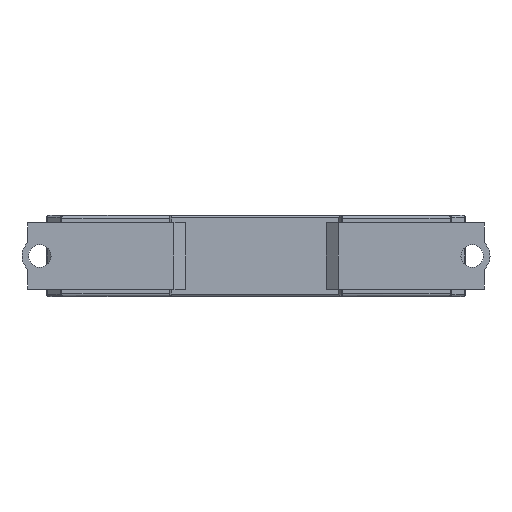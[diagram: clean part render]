
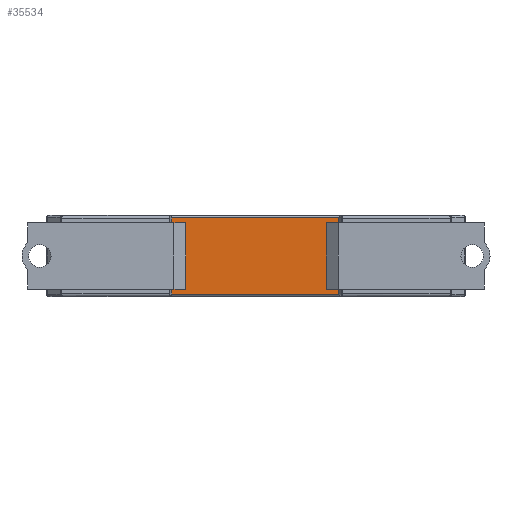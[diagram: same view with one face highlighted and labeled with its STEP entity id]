
A CAD part, front view. The second image highlights one B-rep face of the part: STEP entity #35534.
In plain terms, the highlighted planar face has unit normal (0, -1, 0).
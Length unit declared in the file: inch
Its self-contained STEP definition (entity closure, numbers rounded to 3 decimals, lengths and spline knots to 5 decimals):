
#392 = EDGE_CURVE ( 'NONE', #48247, #37275, #69773, .T. ) ;
#785 = ORIENTED_EDGE ( 'NONE', *, *, #81962, .T. ) ;
#1781 = CARTESIAN_POINT ( 'NONE',  ( -0.7125, -1.14326, 0.67234 ) ) ;
#2080 = CARTESIAN_POINT ( 'NONE',  ( 0.70069, -1.14326, 0.02758 ) ) ;
#2163 = VECTOR ( 'NONE', #58513, 39.37008 ) ;
#3711 = DIRECTION ( 'NONE',  ( 1., 0., 0. ) ) ;
#6959 = CARTESIAN_POINT ( 'NONE',  ( -0.7125, -1.14326, 0.02775 ) ) ;
#9439 = B_SPLINE_CURVE_WITH_KNOTS ( 'NONE', 3,
 ( #6959, #46265, #59359, #20165 ),
 .UNSPECIFIED., .F., .F.,
 ( 4, 4 ),
 ( 0., 0.00001 ),
 .UNSPECIFIED. ) ;
#9481 = CARTESIAN_POINT ( 'NONE',  ( 0.70069, -1.14326, 0.67251 ) ) ;
#11723 = EDGE_CURVE ( 'NONE', #57129, #77345, #71156, .T. ) ;
#12857 = VERTEX_POINT ( 'NONE', #57846 ) ;
#13011 = AXIS2_PLACEMENT_3D ( 'NONE', #82070, #43070, #3711 ) ;
#13765 = DIRECTION ( 'NONE',  ( 1., 0., 0. ) ) ;
#16206 = ORIENTED_EDGE ( 'NONE', *, *, #71105, .F. ) ;
#18105 = CARTESIAN_POINT ( 'NONE',  ( 0.70069, -1.14326, 0.67225 ) ) ;
#19548 = EDGE_CURVE ( 'NONE', #50452, #48247, #51320, .T. ) ;
#20165 = CARTESIAN_POINT ( 'NONE',  ( -0.7125, -1.14326, 0.02749 ) ) ;
#30560 = CARTESIAN_POINT ( 'NONE',  ( 0.70069, -1.14326, 0.67234 ) ) ;
#35129 = CARTESIAN_POINT ( 'NONE',  ( 0.70069, -1.14326, 0.02775 ) ) ;
#35534 = ADVANCED_FACE ( 'NONE', ( #72709 ), #55256, .T. ) ;
#37160 = CARTESIAN_POINT ( 'NONE',  ( 0.70069, -1.14326, 0.67225 ) ) ;
#37275 = VERTEX_POINT ( 'NONE', #46807 ) ;
#43070 = DIRECTION ( 'NONE',  ( 0., -1., 0. ) ) ;
#43379 = ORIENTED_EDGE ( 'NONE', *, *, #50507, .T. ) ;
#43408 = CARTESIAN_POINT ( 'NONE',  ( -0.7125, -1.14326, 0.02749 ) ) ;
#44080 = EDGE_CURVE ( 'NONE', #12857, #57129, #9439, .T. ) ;
#44578 = LINE ( 'NONE', #64808, #79225 ) ;
#44651 = ORIENTED_EDGE ( 'NONE', *, *, #80472, .T. ) ;
#46265 = CARTESIAN_POINT ( 'NONE',  ( -0.7125, -1.14326, 0.02766 ) ) ;
#46807 = CARTESIAN_POINT ( 'NONE',  ( -0.7125, -1.14326, 0.67251 ) ) ;
#47701 = CARTESIAN_POINT ( 'NONE',  ( -0.7125, -1.14326, 0.67225 ) ) ;
#48247 = VERTEX_POINT ( 'NONE', #9481 ) ;
#48386 = LINE ( 'NONE', #63905, #65744 ) ;
#50452 = VERTEX_POINT ( 'NONE', #18105 ) ;
#50507 = EDGE_CURVE ( 'NONE', #54261, #12857, #48386, .T. ) ;
#51149 = ORIENTED_EDGE ( 'NONE', *, *, #19548, .T. ) ;
#51320 = B_SPLINE_CURVE_WITH_KNOTS ( 'NONE', 3,
 ( #37160, #30560, #69665, #82780 ),
 .UNSPECIFIED., .F., .F.,
 ( 4, 4 ),
 ( 0., 0.00001 ),
 .UNSPECIFIED. ) ;
#51610 = DIRECTION ( 'NONE',  ( 0., 0., -1. ) ) ;
#53047 = CARTESIAN_POINT ( 'NONE',  ( 0., -1.14326, 0.02749 ) ) ;
#53523 = EDGE_LOOP ( 'NONE', ( #51149, #70006, #44651, #43379, #70179, #58894, #785, #16206 ) ) ;
#53821 = VECTOR ( 'NONE', #13765, 39.37008 ) ;
#54261 = VERTEX_POINT ( 'NONE', #78361 ) ;
#55256 = PLANE ( 'NONE',  #13011 ) ;
#57129 = VERTEX_POINT ( 'NONE', #43408 ) ;
#57846 = CARTESIAN_POINT ( 'NONE',  ( -0.7125, -1.14326, 0.02775 ) ) ;
#58513 = DIRECTION ( 'NONE',  ( -1., 0., 0. ) ) ;
#58894 = ORIENTED_EDGE ( 'NONE', *, *, #11723, .T. ) ;
#59359 = CARTESIAN_POINT ( 'NONE',  ( -0.7125, -1.14326, 0.02758 ) ) ;
#61607 = B_SPLINE_CURVE_WITH_KNOTS ( 'NONE', 3,
 ( #67377, #2080, #74195, #35129 ),
 .UNSPECIFIED., .F., .F.,
 ( 4, 4 ),
 ( 0., 0.00001 ),
 .UNSPECIFIED. ) ;
#63905 = CARTESIAN_POINT ( 'NONE',  ( -0.7125, -1.14326, 0.7 ) ) ;
#64808 = CARTESIAN_POINT ( 'NONE',  ( 0.70069, -1.14326, 0.7 ) ) ;
#65744 = VECTOR ( 'NONE', #51610, 39.37008 ) ;
#66339 = VERTEX_POINT ( 'NONE', #77091 ) ;
#66350 = B_SPLINE_CURVE_WITH_KNOTS ( 'NONE', 3,
 ( #80172, #73605, #1781, #47701 ),
 .UNSPECIFIED., .F., .F.,
 ( 4, 4 ),
 ( 0., 0.00001 ),
 .UNSPECIFIED. ) ;
#67377 = CARTESIAN_POINT ( 'NONE',  ( 0.70069, -1.14326, 0.02749 ) ) ;
#69665 = CARTESIAN_POINT ( 'NONE',  ( 0.70069, -1.14326, 0.67242 ) ) ;
#69773 = LINE ( 'NONE', #84471, #2163 ) ;
#70006 = ORIENTED_EDGE ( 'NONE', *, *, #392, .T. ) ;
#70179 = ORIENTED_EDGE ( 'NONE', *, *, #44080, .T. ) ;
#71061 = DIRECTION ( 'NONE',  ( 0., 0., -1. ) ) ;
#71105 = EDGE_CURVE ( 'NONE', #50452, #66339, #44578, .T. ) ;
#71156 = LINE ( 'NONE', #53047, #53821 ) ;
#72709 = FACE_OUTER_BOUND ( 'NONE', #53523, .T. ) ;
#73605 = CARTESIAN_POINT ( 'NONE',  ( -0.7125, -1.14326, 0.67242 ) ) ;
#74195 = CARTESIAN_POINT ( 'NONE',  ( 0.70069, -1.14326, 0.02766 ) ) ;
#75917 = CARTESIAN_POINT ( 'NONE',  ( 0.70069, -1.14326, 0.02749 ) ) ;
#77091 = CARTESIAN_POINT ( 'NONE',  ( 0.70069, -1.14326, 0.02775 ) ) ;
#77345 = VERTEX_POINT ( 'NONE', #75917 ) ;
#78361 = CARTESIAN_POINT ( 'NONE',  ( -0.7125, -1.14326, 0.67225 ) ) ;
#79225 = VECTOR ( 'NONE', #71061, 39.37008 ) ;
#80172 = CARTESIAN_POINT ( 'NONE',  ( -0.7125, -1.14326, 0.67251 ) ) ;
#80472 = EDGE_CURVE ( 'NONE', #37275, #54261, #66350, .T. ) ;
#81962 = EDGE_CURVE ( 'NONE', #77345, #66339, #61607, .T. ) ;
#82070 = CARTESIAN_POINT ( 'NONE',  ( 0., -1.14326, 0.7 ) ) ;
#82780 = CARTESIAN_POINT ( 'NONE',  ( 0.70069, -1.14326, 0.67251 ) ) ;
#84471 = CARTESIAN_POINT ( 'NONE',  ( -0.7125, -1.14326, 0.67251 ) ) ;
